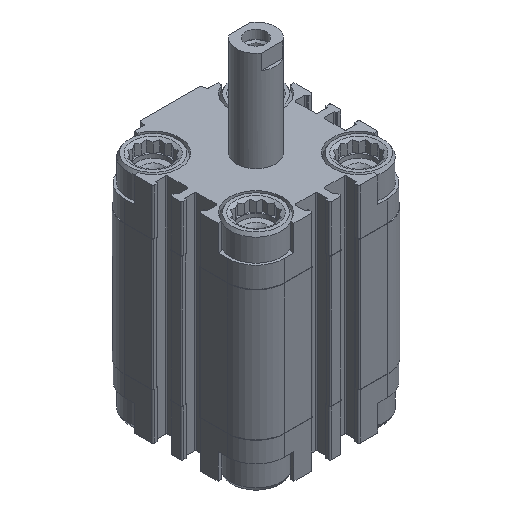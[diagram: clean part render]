
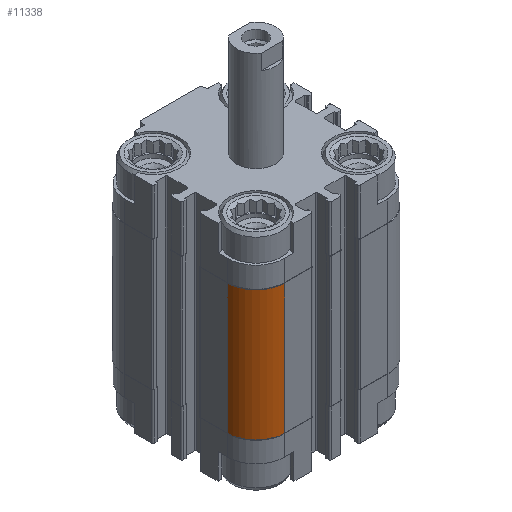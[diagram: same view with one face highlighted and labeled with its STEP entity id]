
A CAD part, isometric view. The second image highlights one B-rep face of the part: STEP entity #11338.
In plain terms, the highlighted cylindrical face has radius 9 mm (diameter 18 mm), a partial arc.
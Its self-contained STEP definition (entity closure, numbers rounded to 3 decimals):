
#565=LINE('',#18144,#1619);
#566=LINE('',#18146,#1620);
#1619=VECTOR('',#14346,1000.);
#1620=VECTOR('',#14349,1000.);
#2652=CYLINDRICAL_SURFACE('',#12279,9.);
#4311=ORIENTED_EDGE('',*,*,#7132,.F.);
#4312=ORIENTED_EDGE('',*,*,#7178,.F.);
#4313=ORIENTED_EDGE('',*,*,#6707,.T.);
#4314=ORIENTED_EDGE('',*,*,#7179,.T.);
#6707=EDGE_CURVE('',#8352,#8351,#9235,.T.);
#7132=EDGE_CURVE('',#8634,#8635,#9345,.T.);
#7178=EDGE_CURVE('',#8352,#8634,#565,.T.);
#7179=EDGE_CURVE('',#8351,#8635,#566,.T.);
#8351=VERTEX_POINT('',#17213);
#8352=VERTEX_POINT('',#17215);
#8634=VERTEX_POINT('',#18050);
#8635=VERTEX_POINT('',#18052);
#9235=CIRCLE('',#11983,9.);
#9345=CIRCLE('',#12222,9.);
#9766=EDGE_LOOP('',(#4311,#4312,#4313,#4314));
#10540=FACE_BOUND('',#9766,.T.);
#11338=ADVANCED_FACE('',(#10540),#2652,.T.);
#11983=AXIS2_PLACEMENT_3D('',#17214,#13413,#13414);
#12222=AXIS2_PLACEMENT_3D('',#18051,#14206,#14207);
#12279=AXIS2_PLACEMENT_3D('',#18145,#14347,#14348);
#13413=DIRECTION('',(0.,0.,1.));
#13414=DIRECTION('',(1.,0.,0.));
#14206=DIRECTION('',(0.,0.,1.));
#14207=DIRECTION('',(1.,0.,0.));
#14346=DIRECTION('',(0.,0.,1.));
#14347=DIRECTION('',(0.,0.,1.));
#14348=DIRECTION('',(1.,0.,0.));
#14349=DIRECTION('',(0.,0.,1.));
#17213=CARTESIAN_POINT('',(16.,25.,-55.));
#17214=CARTESIAN_POINT('',(16.,16.,-55.));
#17215=CARTESIAN_POINT('',(25.,16.,-55.));
#18050=CARTESIAN_POINT('',(25.,16.,-14.5));
#18051=CARTESIAN_POINT('',(16.,16.,-14.5));
#18052=CARTESIAN_POINT('',(16.,25.,-14.5));
#18144=CARTESIAN_POINT('',(25.,16.,-55.));
#18145=CARTESIAN_POINT('',(16.,16.,-55.));
#18146=CARTESIAN_POINT('',(16.,25.,-55.));
